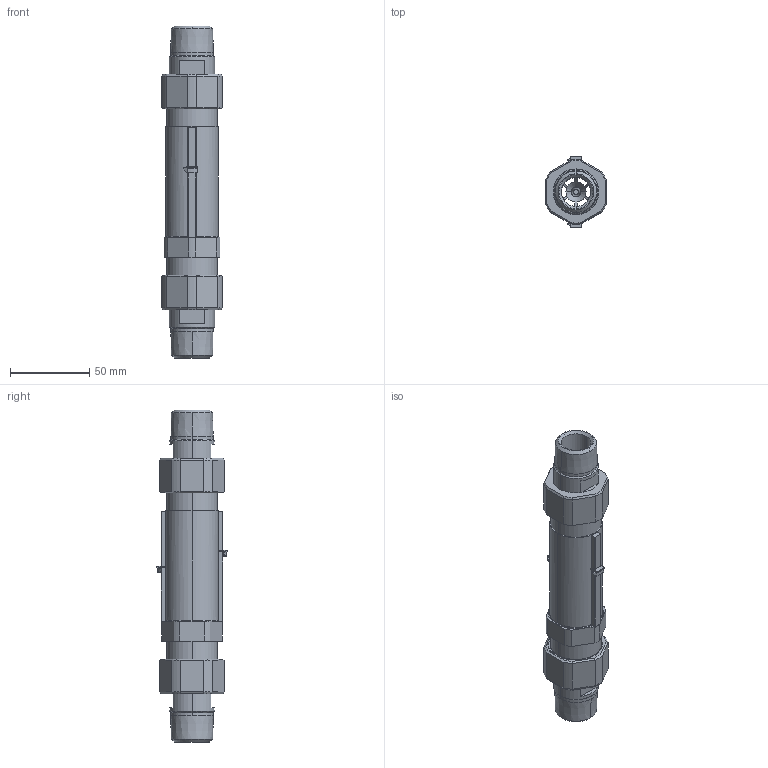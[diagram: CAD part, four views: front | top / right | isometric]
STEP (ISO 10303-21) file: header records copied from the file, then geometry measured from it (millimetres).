
FILE_DESCRIPTION (( 'STEP AP214' ), '1' );
FILE_NAME ('FG1P-75BP-2.STEP', '2019-11-04T15:50:08', ( '' ), ( '' ), 'SwSTEP 2.0', 'SolidWorks 2017', '' );
FILE_SCHEMA (( 'AUTOMOTIVE_DESIGN' ));
Length unit declared in the file: inch
Products named in the file (1): FG1P-75BP-2
Bounding box: 38.1 x 45.22 x 209.55 mm (x, y, z)
Volume: 99979.6 mm3; surface area: 62089.6 mm2
Topology: 5 solids, 5 shells, 412 faces, 1097 edges, 695 vertices
Faces by surface type: cylinder 167, plane 148, cone 77, bspline 20
Entity records: 16926 total; most frequent: CARTESIAN_POINT 7067, ORIENTED_EDGE 2194, DIRECTION 1938, EDGE_CURVE 1097, AXIS2_PLACEMENT_3D 732, VERTEX_POINT 695, VECTOR 474, LINE 474
